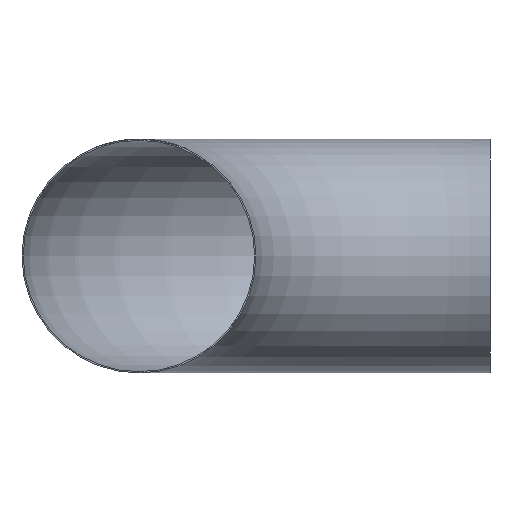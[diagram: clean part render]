
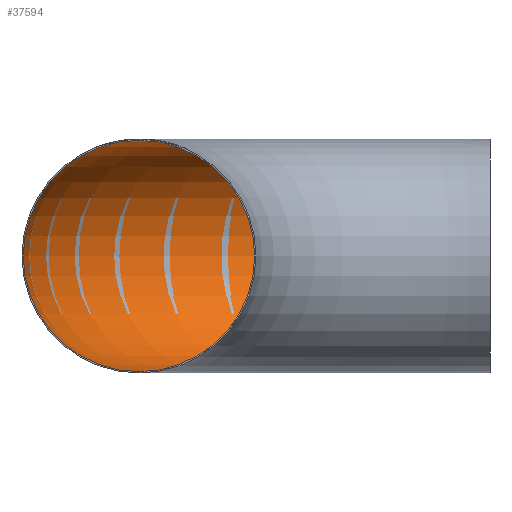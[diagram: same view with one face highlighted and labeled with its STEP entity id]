
A CAD part, front view. The second image highlights one B-rep face of the part: STEP entity #37594.
In plain terms, the highlighted toroidal (fillet/blend) face has major radius 1372 mm and minor radius 452.2 mm.
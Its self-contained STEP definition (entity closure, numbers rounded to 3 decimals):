
#205 = DIRECTION ( 'NONE',  ( 0., 0., 1. ) ) ;
#1401 = CARTESIAN_POINT ( 'NONE',  ( 0., 0., 0. ) ) ;
#3323 = CIRCLE ( 'NONE', #25433, 452.2 ) ;
#4762 = DIRECTION ( 'NONE',  ( -1., 0., 0. ) ) ;
#4905 = AXIS2_PLACEMENT_3D ( 'NONE', #1401, #31838, #4762 ) ;
#5220 = AXIS2_PLACEMENT_3D ( 'NONE', #20323, #5476, #17742 ) ;
#5476 = DIRECTION ( 'NONE',  ( 1., 0., 0. ) ) ;
#6901 = CARTESIAN_POINT ( 'NONE',  ( -1372., 0., 0. ) ) ;
#8150 = CARTESIAN_POINT ( 'NONE',  ( -1372., 0., 452.2 ) ) ;
#10708 = FACE_OUTER_BOUND ( 'NONE', #15726, .T. ) ;
#13369 = ORIENTED_EDGE ( 'NONE', *, *, #18139, .F. ) ;
#14382 = TOROIDAL_SURFACE ( 'NONE', #4905, 1372., 452.2 ) ;
#15335 = CIRCLE ( 'NONE', #5220, 452.2 ) ;
#15726 = EDGE_LOOP ( 'NONE', ( #30831 ) ) ;
#16849 = CARTESIAN_POINT ( 'NONE',  ( 0., 1824.2, 0. ) ) ;
#17248 = VERTEX_POINT ( 'NONE', #8150 ) ;
#17342 = EDGE_LOOP ( 'NONE', ( #13369 ) ) ;
#17432 = EDGE_CURVE ( 'NONE', #32443, #32443, #15335, .T. ) ;
#17742 = DIRECTION ( 'NONE',  ( 0., 1., 0. ) ) ;
#18139 = EDGE_CURVE ( 'NONE', #17248, #17248, #3323, .T. ) ;
#18973 = DIRECTION ( 'NONE',  ( 0., 1., 0. ) ) ;
#20323 = CARTESIAN_POINT ( 'NONE',  ( 0., 1372., 0. ) ) ;
#25433 = AXIS2_PLACEMENT_3D ( 'NONE', #6901, #18973, #205 ) ;
#28866 = FACE_OUTER_BOUND ( 'NONE', #17342, .T. ) ;
#30831 = ORIENTED_EDGE ( 'NONE', *, *, #17432, .T. ) ;
#31838 = DIRECTION ( 'NONE',  ( 0., 0., -1. ) ) ;
#32443 = VERTEX_POINT ( 'NONE', #16849 ) ;
#37594 = ADVANCED_FACE ( 'NONE', ( #10708, #28866 ), #14382, .F. ) ;
